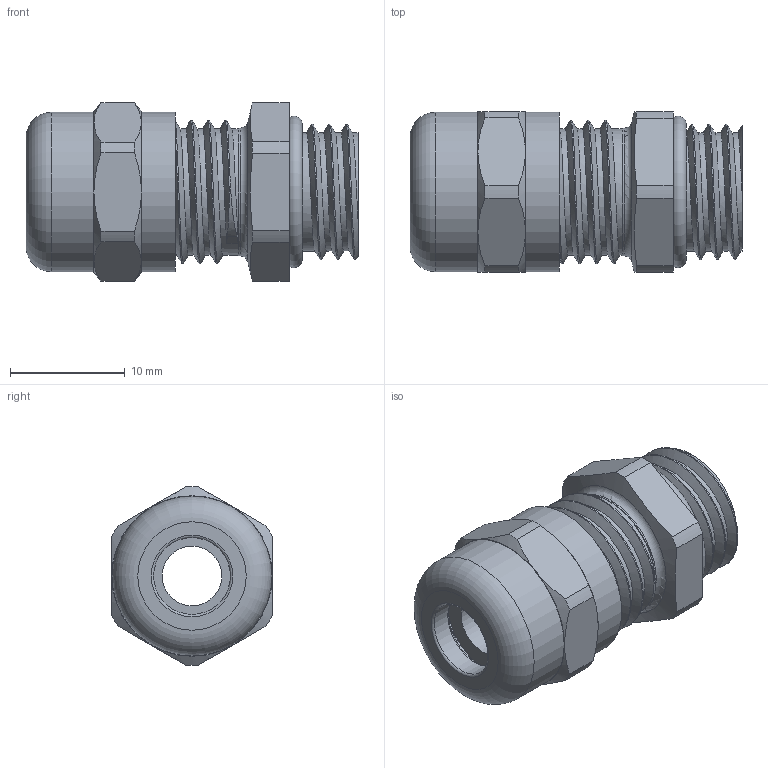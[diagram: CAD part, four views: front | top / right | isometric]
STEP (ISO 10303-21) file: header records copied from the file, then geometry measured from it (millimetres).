
FILE_DESCRIPTION(/* description */ ('Euro-Top-M 12 Edelstahl, KB: 2-5 mm'),/* implementation_level */ '2;1');
FILE_NAME(/* name */ '90180512-RST.stp',/* time_stamp */ '2019-12-12T12:46:57+01:00',/* author */ ('sl'),/* organization */ (''),/* preprocessor_version */ 'ST-DEVELOPER v16.5',/* originating_system */ 'Autodesk Inventor 2017',/* authorisation */ '');
FILE_SCHEMA (('AUTOMOTIVE_DESIGN { 1 0 10303 214 3 1 1 }'));
Length unit declared in the file: millimetre
Products named in the file (6): 90180512; 90080512; 90180512_1; 90080512_1; 90080512_2; 90080512_3
Assembly tree (5 placements, depth 2):
  90180512
    90080512
    90180512_1
    90080512_1
    90080512_2
    90080512_3
Bounding box: 28.95 x 14 x 15.58 mm (x, y, z)
Volume: 2075.8 mm3; surface area: 4516.7 mm2
Topology: 5 solids, 5 shells, 454 faces, 1109 edges, 681 vertices
Faces by surface type: plane 171, cylinder 125, cone 59, bspline 44, torus 43, sphere 12
Full cylindrical faces by diameter (mm): 5.2 x1, 6.7 x2, 8.08 x3, 8.28 x4, 8.34 x1, 8.66 x1, 8.7 x1, 9.6 x1, 9.71 x1, 10.308 x3, 10.37 x1, 11.12 x1, 11.14 x1, 11.19 x6, 13.9 x2
Entity records: 16634 total; most frequent: CARTESIAN_POINT 6474, DIRECTION 2130, ORIENTED_EDGE 2076, EDGE_CURVE 1038, AXIS2_PLACEMENT_3D 878, VERTEX_POINT 656, EDGE_LOOP 508, CIRCLE 466
